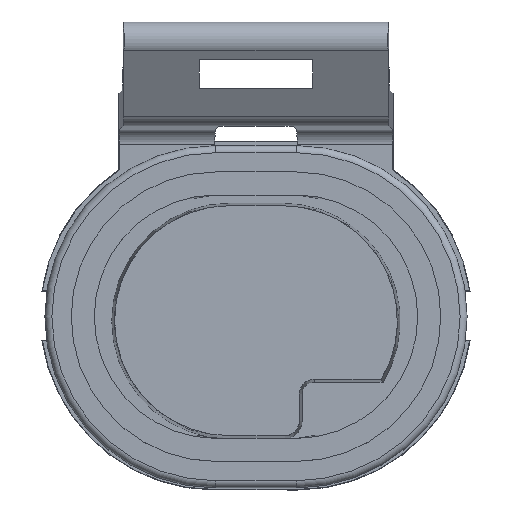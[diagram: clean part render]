
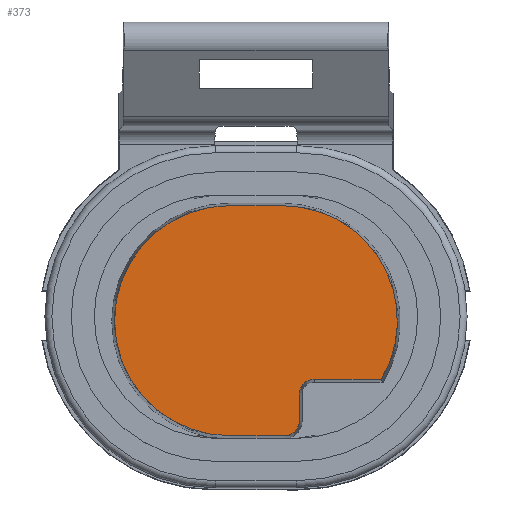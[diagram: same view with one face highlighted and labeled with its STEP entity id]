
A CAD part, top view. The second image highlights one B-rep face of the part: STEP entity #373.
In plain terms, the highlighted planar face has unit normal (0, 0, 1).
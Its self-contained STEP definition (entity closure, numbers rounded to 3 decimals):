
#295=CIRCLE('',#2883,6.1);
#296=CIRCLE('',#2886,6.1);
#297=CIRCLE('',#2888,0.8);
#298=CIRCLE('',#2891,0.8);
#299=CIRCLE('',#2894,6.1);
#373=ADVANCED_FACE('',(#597),#518,.T.);
#518=PLANE('',#2895);
#597=FACE_OUTER_BOUND('',#738,.T.);
#738=EDGE_LOOP('',(#953,#954,#955,#956,#957,#958,#959,#960,#961));
#953=ORIENTED_EDGE('',*,*,#2068,.T.);
#954=ORIENTED_EDGE('',*,*,#2052,.F.);
#955=ORIENTED_EDGE('',*,*,#2054,.T.);
#956=ORIENTED_EDGE('',*,*,#2057,.T.);
#957=ORIENTED_EDGE('',*,*,#2059,.T.);
#958=ORIENTED_EDGE('',*,*,#2061,.T.);
#959=ORIENTED_EDGE('',*,*,#2063,.T.);
#960=ORIENTED_EDGE('',*,*,#2065,.F.);
#961=ORIENTED_EDGE('',*,*,#2067,.T.);
#1763=VERTEX_POINT('',#3797);
#1764=VERTEX_POINT('',#3799);
#1765=VERTEX_POINT('',#3803);
#1766=VERTEX_POINT('',#3808);
#1767=VERTEX_POINT('',#3812);
#1768=VERTEX_POINT('',#3816);
#1769=VERTEX_POINT('',#3820);
#1770=VERTEX_POINT('',#3824);
#1771=VERTEX_POINT('',#3831);
#2052=EDGE_CURVE('',#1764,#1763,#2470,.T.);
#2054=EDGE_CURVE('',#1764,#1765,#295,.T.);
#2057=EDGE_CURVE('',#1765,#1766,#2474,.T.);
#2059=EDGE_CURVE('',#1766,#1767,#296,.T.);
#2061=EDGE_CURVE('',#1767,#1768,#297,.T.);
#2063=EDGE_CURVE('',#1768,#1769,#2478,.T.);
#2065=EDGE_CURVE('',#1770,#1769,#298,.T.);
#2067=EDGE_CURVE('',#1770,#1771,#2480,.T.);
#2068=EDGE_CURVE('',#1771,#1763,#299,.T.);
#2470=LINE('',#3800,#2678);
#2474=LINE('',#3809,#2682);
#2478=LINE('',#3821,#2686);
#2480=LINE('',#3832,#2688);
#2678=VECTOR('',#3138,1.);
#2682=VECTOR('',#3148,1.);
#2686=VECTOR('',#3162,1.);
#2688=VECTOR('',#3170,1.);
#2883=AXIS2_PLACEMENT_3D('',#3804,#3142,#3143);
#2886=AXIS2_PLACEMENT_3D('',#3813,#3152,#3153);
#2888=AXIS2_PLACEMENT_3D('',#3817,#3157,#3158);
#2891=AXIS2_PLACEMENT_3D('',#3825,#3166,#3167);
#2894=AXIS2_PLACEMENT_3D('',#3834,#3173,#3174);
#2895=AXIS2_PLACEMENT_3D('',#3835,#3175,#3176);
#3138=DIRECTION('',(1.,0.,0.));
#3142=DIRECTION('',(0.,0.,1.));
#3143=DIRECTION('',(0.,1.,0.));
#3148=DIRECTION('',(1.,0.,0.));
#3152=DIRECTION('',(0.,0.,1.));
#3153=DIRECTION('',(0.,1.,0.));
#3157=DIRECTION('',(0.,0.,1.));
#3158=DIRECTION('',(0.,1.,0.));
#3162=DIRECTION('',(0.,1.,0.));
#3166=DIRECTION('',(0.,0.,1.));
#3167=DIRECTION('',(0.,1.,0.));
#3170=DIRECTION('',(1.,0.,0.));
#3173=DIRECTION('',(0.,0.,1.));
#3174=DIRECTION('',(0.,1.,0.));
#3175=DIRECTION('',(0.,0.,1.));
#3176=DIRECTION('',(0.,1.,0.));
#3797=CARTESIAN_POINT('',(1.4,5.8,5.95));
#3799=CARTESIAN_POINT('',(-1.4,5.8,5.95));
#3800=CARTESIAN_POINT('',(0.,5.8,5.95));
#3803=CARTESIAN_POINT('',(-1.4,-6.4,5.95));
#3804=CARTESIAN_POINT('',(-1.4,-0.3,5.95));
#3808=CARTESIAN_POINT('',(1.4,-6.4,5.95));
#3809=CARTESIAN_POINT('',(1.4,-6.4,5.95));
#3812=CARTESIAN_POINT('',(1.515,-6.399,5.95));
#3813=CARTESIAN_POINT('',(1.4,-0.3,5.95));
#3816=CARTESIAN_POINT('',(2.3,-5.599,5.95));
#3817=CARTESIAN_POINT('',(1.5,-5.599,5.95));
#3820=CARTESIAN_POINT('',(2.3,-4.2,5.95));
#3821=CARTESIAN_POINT('',(2.3,-0.3,5.95));
#3824=CARTESIAN_POINT('',(3.1,-3.4,5.95));
#3825=CARTESIAN_POINT('',(3.1,-4.2,5.95));
#3831=CARTESIAN_POINT('',(6.654,-3.4,5.95));
#3832=CARTESIAN_POINT('',(1.4,-3.4,5.95));
#3834=CARTESIAN_POINT('',(1.4,-0.3,5.95));
#3835=CARTESIAN_POINT('',(1.4,-0.3,5.95));
